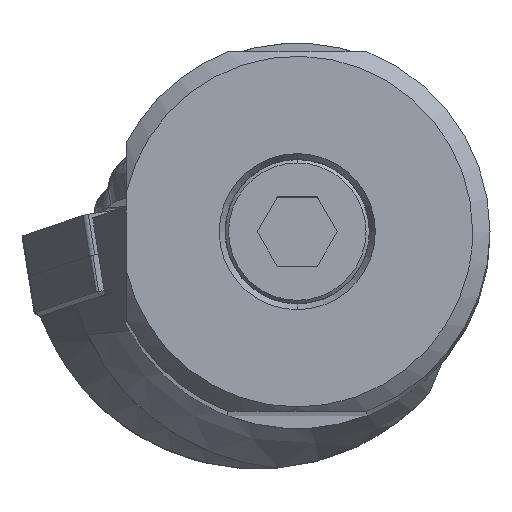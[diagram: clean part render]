
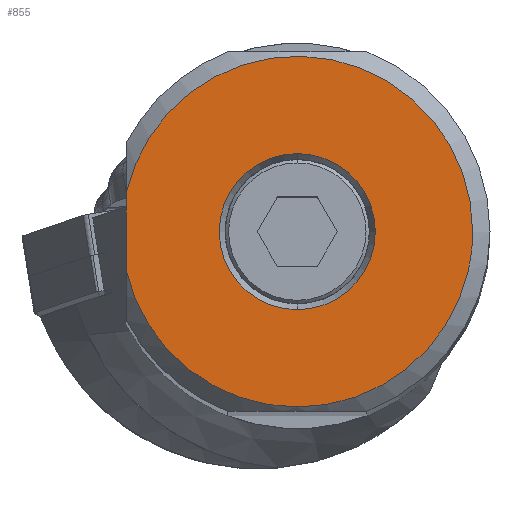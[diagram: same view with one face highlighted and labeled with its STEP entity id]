
A CAD part, top view. The second image highlights one B-rep face of the part: STEP entity #855.
In plain terms, the highlighted planar face has unit normal (0, 0, 1).
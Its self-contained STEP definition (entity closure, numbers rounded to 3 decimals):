
#855=ADVANCED_FACE('',(#1245,#1246),#1154,.T.);
#1154=PLANE('',#5872);
#1245=FACE_BOUND('',#1283,.T.);
#1246=FACE_BOUND('',#1284,.T.);
#1283=EDGE_LOOP('',(#1656,#1657,#1658,#1659));
#1284=EDGE_LOOP('',(#1660,#1661));
#1656=ORIENTED_EDGE('',*,*,#3981,.F.);
#1657=ORIENTED_EDGE('',*,*,#3982,.F.);
#1658=ORIENTED_EDGE('',*,*,#3983,.F.);
#1659=ORIENTED_EDGE('',*,*,#3984,.T.);
#1660=ORIENTED_EDGE('',*,*,#3985,.F.);
#1661=ORIENTED_EDGE('',*,*,#3986,.F.);
#3384=VERTEX_POINT('',#8043);
#3385=VERTEX_POINT('',#8044);
#3386=VERTEX_POINT('',#8046);
#3387=VERTEX_POINT('',#8048);
#3388=VERTEX_POINT('',#8051);
#3389=VERTEX_POINT('',#8052);
#3981=EDGE_CURVE('',#3384,#3385,#4856,.T.);
#3982=EDGE_CURVE('',#3386,#3384,#4857,.T.);
#3983=EDGE_CURVE('',#3387,#3386,#4858,.T.);
#3984=EDGE_CURVE('',#3387,#3385,#5215,.T.);
#3985=EDGE_CURVE('',#3388,#3389,#4859,.T.);
#3986=EDGE_CURVE('',#3389,#3388,#4860,.T.);
#4856=CIRCLE('',#5867,20.225);
#4857=CIRCLE('',#5868,20.225);
#4858=CIRCLE('',#5869,20.225);
#4859=CIRCLE('',#5870,9.);
#4860=CIRCLE('',#5871,9.);
#5215=LINE('',#8049,#5503);
#5503=VECTOR('',#6552,1.);
#5867=AXIS2_PLACEMENT_3D('',#8042,#6546,#6547);
#5868=AXIS2_PLACEMENT_3D('',#8045,#6548,#6549);
#5869=AXIS2_PLACEMENT_3D('',#8047,#6550,#6551);
#5870=AXIS2_PLACEMENT_3D('',#8050,#6553,#6554);
#5871=AXIS2_PLACEMENT_3D('',#8053,#6555,#6556);
#5872=AXIS2_PLACEMENT_3D('',#8054,#6557,#6558);
#6546=DIRECTION('',(0.,0.,-1.));
#6547=DIRECTION('',(0.975,-0.221,0.));
#6548=DIRECTION('',(0.,0.,-1.));
#6549=DIRECTION('',(1.,0.,0.));
#6550=DIRECTION('',(0.,0.,-1.));
#6551=DIRECTION('',(-0.975,0.221,0.));
#6552=DIRECTION('',(0.,-1.,0.));
#6553=DIRECTION('',(0.,0.,1.));
#6554=DIRECTION('',(0.,-1.,0.));
#6555=DIRECTION('',(0.,0.,1.));
#6556=DIRECTION('',(0.,1.,0.));
#6557=DIRECTION('',(0.,0.,1.));
#6558=DIRECTION('',(1.,0.,0.));
#8042=CARTESIAN_POINT('',(0.,0.,0.));
#8043=CARTESIAN_POINT('',(19.725,-4.469,0.));
#8044=CARTESIAN_POINT('',(-19.725,-4.469,0.));
#8045=CARTESIAN_POINT('',(0.,0.,0.));
#8046=CARTESIAN_POINT('',(20.225,0.,0.));
#8047=CARTESIAN_POINT('',(0.,0.,0.));
#8048=CARTESIAN_POINT('',(-19.725,4.469,0.));
#8049=CARTESIAN_POINT('',(-19.725,4.469,0.));
#8050=CARTESIAN_POINT('',(0.,0.,0.));
#8051=CARTESIAN_POINT('',(0.,-9.,0.));
#8052=CARTESIAN_POINT('',(0.,9.,0.));
#8053=CARTESIAN_POINT('',(0.,0.,0.));
#8054=CARTESIAN_POINT('',(0.267,0.001,0.));
